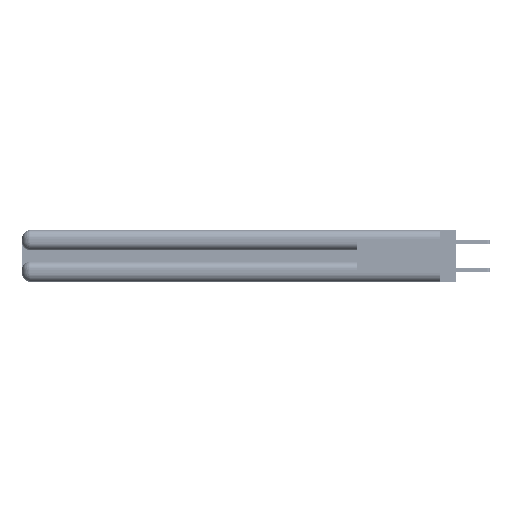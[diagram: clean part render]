
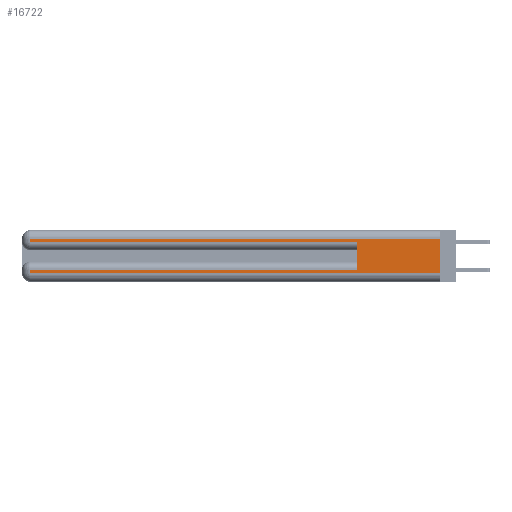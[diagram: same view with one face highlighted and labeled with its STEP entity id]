
A CAD part, left-side view. The second image highlights one B-rep face of the part: STEP entity #16722.
In plain terms, the highlighted planar face has unit normal (-1, 0, 0).
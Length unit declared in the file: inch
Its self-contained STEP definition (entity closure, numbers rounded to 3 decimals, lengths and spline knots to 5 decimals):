
#217 = DIRECTION ( 'NONE',  ( 0., 1., 0. ) ) ;
#287 = DIRECTION ( 'NONE',  ( 0., 0., -1. ) ) ;
#991 = LINE ( 'NONE', #19173, #20262 ) ;
#1323 = DIRECTION ( 'NONE',  ( 0., -1., 0. ) ) ;
#3710 = VERTEX_POINT ( 'NONE', #34605 ) ;
#4084 = CARTESIAN_POINT ( 'NONE',  ( 0., 2.94, 0.31 ) ) ;
#4173 = VERTEX_POINT ( 'NONE', #36413 ) ;
#5757 = VERTEX_POINT ( 'NONE', #16508 ) ;
#6091 = EDGE_CURVE ( 'NONE', #9348, #10765, #991, .T. ) ;
#6092 = CARTESIAN_POINT ( 'NONE',  ( 0., 0., 0.06 ) ) ;
#7021 = FACE_OUTER_BOUND ( 'NONE', #48135, .T. ) ;
#9348 = VERTEX_POINT ( 'NONE', #33235 ) ;
#9411 = CARTESIAN_POINT ( 'NONE',  ( 0., 0., 0.285 ) ) ;
#9599 = VECTOR ( 'NONE', #1323, 39.37008 ) ;
#10765 = VERTEX_POINT ( 'NONE', #41238 ) ;
#11081 = EDGE_CURVE ( 'NONE', #10765, #4173, #33279, .T. ) ;
#11247 = DIRECTION ( 'NONE',  ( 0., 0., -1. ) ) ;
#11341 = ORIENTED_EDGE ( 'NONE', *, *, #6091, .T. ) ;
#12185 = LINE ( 'NONE', #9411, #9599 ) ;
#13037 = ORIENTED_EDGE ( 'NONE', *, *, #18840, .F. ) ;
#13056 = CARTESIAN_POINT ( 'NONE',  ( 0., 0., 0.37 ) ) ;
#13737 = ORIENTED_EDGE ( 'NONE', *, *, #11081, .T. ) ;
#13848 = DIRECTION ( 'NONE',  ( 0., -1., 0. ) ) ;
#15067 = VECTOR ( 'NONE', #11247, 39.37008 ) ;
#15845 = EDGE_CURVE ( 'NONE', #5757, #3710, #12185, .T. ) ;
#16137 = CARTESIAN_POINT ( 'NONE',  ( 0., 0.6, 0.085 ) ) ;
#16508 = CARTESIAN_POINT ( 'NONE',  ( 0., 2.94, 0.285 ) ) ;
#16722 = ADVANCED_FACE ( 'NONE', ( #7021 ), #48027, .F. ) ;
#18810 = VECTOR ( 'NONE', #30818, 39.37008 ) ;
#18840 = EDGE_CURVE ( 'NONE', #45958, #4173, #43284, .T. ) ;
#19173 = CARTESIAN_POINT ( 'NONE',  ( 0., 2.94, 0.37 ) ) ;
#19618 = ORIENTED_EDGE ( 'NONE', *, *, #26708, .T. ) ;
#19869 = DIRECTION ( 'NONE',  ( 0., 0., -1. ) ) ;
#20262 = VECTOR ( 'NONE', #23278, 39.37008 ) ;
#20696 = CARTESIAN_POINT ( 'NONE',  ( 0., 0., 0.31 ) ) ;
#21183 = ORIENTED_EDGE ( 'NONE', *, *, #15845, .T. ) ;
#21990 = ORIENTED_EDGE ( 'NONE', *, *, #43073, .T. ) ;
#23278 = DIRECTION ( 'NONE',  ( 0., 0., -1. ) ) ;
#23732 = VERTEX_POINT ( 'NONE', #4084 ) ;
#26190 = VERTEX_POINT ( 'NONE', #16137 ) ;
#26708 = EDGE_CURVE ( 'NONE', #23732, #5757, #40085, .T. ) ;
#26934 = AXIS2_PLACEMENT_3D ( 'NONE', #40102, #44406, #19869 ) ;
#27007 = VECTOR ( 'NONE', #51820, 39.37008 ) ;
#27785 = VECTOR ( 'NONE', #217, 39.37008 ) ;
#28292 = LINE ( 'NONE', #43344, #27007 ) ;
#29180 = ORIENTED_EDGE ( 'NONE', *, *, #39246, .T. ) ;
#29706 = LINE ( 'NONE', #51472, #18810 ) ;
#30818 = DIRECTION ( 'NONE',  ( 0., 0., 1. ) ) ;
#33235 = CARTESIAN_POINT ( 'NONE',  ( 0., 2.94, 0.085 ) ) ;
#33279 = LINE ( 'NONE', #6092, #46751 ) ;
#33376 = ORIENTED_EDGE ( 'NONE', *, *, #50437, .F. ) ;
#34605 = CARTESIAN_POINT ( 'NONE',  ( 0., 0.6, 0.285 ) ) ;
#36083 = CARTESIAN_POINT ( 'NONE',  ( 0., 0., 0.31 ) ) ;
#36413 = CARTESIAN_POINT ( 'NONE',  ( 0., 0., 0.06 ) ) ;
#39246 = EDGE_CURVE ( 'NONE', #45958, #23732, #45740, .T. ) ;
#40085 = LINE ( 'NONE', #40265, #15067 ) ;
#40102 = CARTESIAN_POINT ( 'NONE',  ( 0., 0., 0.37 ) ) ;
#40265 = CARTESIAN_POINT ( 'NONE',  ( 0., 2.94, 0.37 ) ) ;
#41238 = CARTESIAN_POINT ( 'NONE',  ( 0., 2.94, 0.06 ) ) ;
#43073 = EDGE_CURVE ( 'NONE', #26190, #9348, #28292, .T. ) ;
#43284 = LINE ( 'NONE', #13056, #51675 ) ;
#43344 = CARTESIAN_POINT ( 'NONE',  ( 0., 0., 0.085 ) ) ;
#44406 = DIRECTION ( 'NONE',  ( 1., 0., 0. ) ) ;
#45740 = LINE ( 'NONE', #20696, #27785 ) ;
#45958 = VERTEX_POINT ( 'NONE', #36083 ) ;
#46751 = VECTOR ( 'NONE', #13848, 39.37008 ) ;
#48027 = PLANE ( 'NONE',  #26934 ) ;
#48135 = EDGE_LOOP ( 'NONE', ( #13037, #29180, #19618, #21183, #33376, #21990, #11341, #13737 ) ) ;
#50437 = EDGE_CURVE ( 'NONE', #26190, #3710, #29706, .T. ) ;
#51472 = CARTESIAN_POINT ( 'NONE',  ( 0., 0.6, 0.145 ) ) ;
#51675 = VECTOR ( 'NONE', #287, 39.37008 ) ;
#51820 = DIRECTION ( 'NONE',  ( 0., 1., 0. ) ) ;
